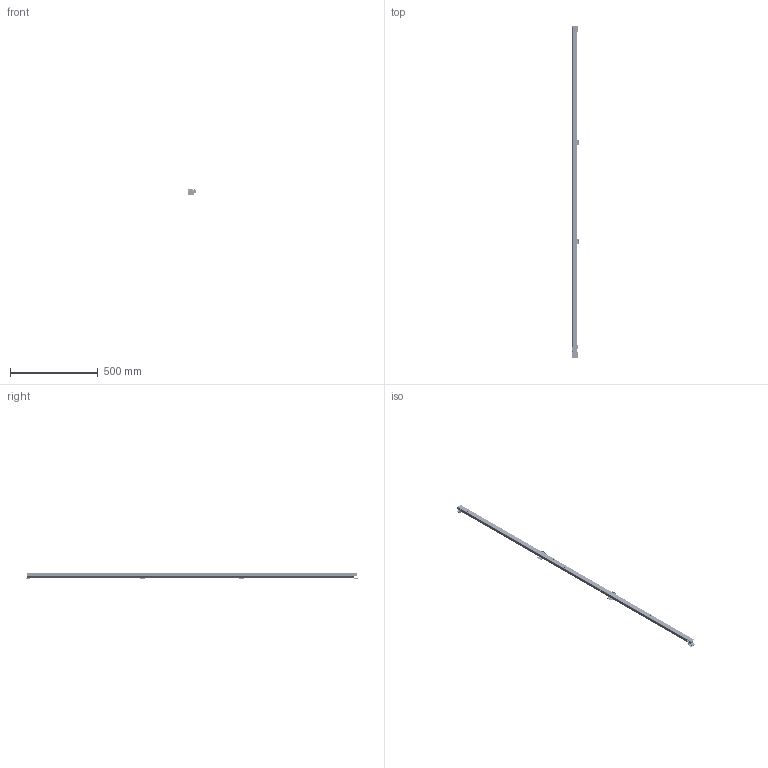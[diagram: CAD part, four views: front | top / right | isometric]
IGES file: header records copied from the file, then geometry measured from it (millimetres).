
Start section:  PTC IGES file: 141898_sm01.igs
Global section: file name: 141898_sm01.igs; native system: Creo Parametric by PTC Inc.; preprocessor: 2022414; author: banengservice; organization: Unknown; date: 20250709.103310; units: millimetre
Bounding box: 45.22 x 1887.58 x 34.17 mm (x, y, z)
Volume: 1145730 mm3; surface area: 1246726.6 mm2
Topology: 8 solids, 8 shells, 6008 faces, 33659 edges, 43512 vertices
Faces by surface type: bspline 3273, revolution 2735
